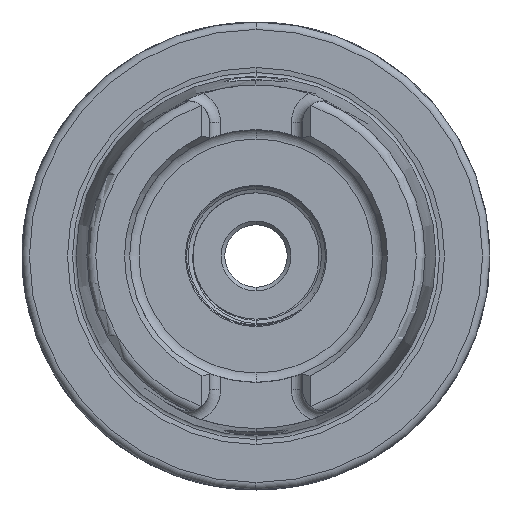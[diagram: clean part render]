
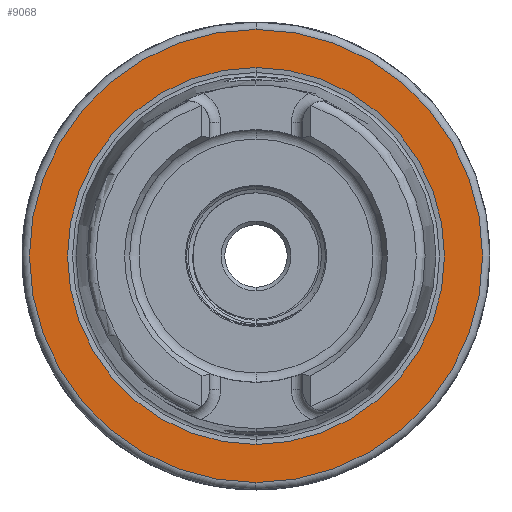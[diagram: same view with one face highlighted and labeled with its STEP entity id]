
A CAD part, left-side view. The second image highlights one B-rep face of the part: STEP entity #9068.
In plain terms, the highlighted planar face has unit normal (-1, 0, 0).
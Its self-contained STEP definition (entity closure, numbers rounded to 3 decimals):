
#774 = EDGE_LOOP ( 'NONE', ( #24775, #4118 ) ) ;
#803 = EDGE_LOOP ( 'NONE', ( #24798, #4117 ) ) ;
#2774 = AXIS2_PLACEMENT_3D ( 'NONE', #12743, #12746, #12747 ) ;
#3441 = AXIS2_PLACEMENT_3D ( 'NONE', #7319, #7351, #7278 ) ;
#3445 = AXIS2_PLACEMENT_3D ( 'NONE', #8222, #8195, #8223 ) ;
#3592 = AXIS2_PLACEMENT_3D ( 'NONE', #15885, #15939, #15940 ) ;
#3599 = AXIS2_PLACEMENT_3D ( 'NONE', #16824, #16818, #16776 ) ;
#3879 = CIRCLE ( 'NONE', #3599, 30.5 ) ;
#3883 = CIRCLE ( 'NONE', #3592, 25.369 ) ;
#4117 = ORIENTED_EDGE ( 'NONE', *, *, #22855, .T. ) ;
#4118 = ORIENTED_EDGE ( 'NONE', *, *, #22703, .T. ) ;
#7278 = DIRECTION ( 'NONE',  ( 0., 0., 1. ) ) ;
#7319 = CARTESIAN_POINT ( 'NONE',  ( 0., 0., 0. ) ) ;
#7351 = DIRECTION ( 'NONE',  ( -1., 0., 0. ) ) ;
#8195 = DIRECTION ( 'NONE',  ( 1., 0., 0. ) ) ;
#8222 = CARTESIAN_POINT ( 'NONE',  ( 0., 0., 0. ) ) ;
#8223 = DIRECTION ( 'NONE',  ( 0., 0., -1. ) ) ;
#9068 = ADVANCED_FACE ( 'NONE', ( #18444, #18389 ), #12715, .T. ) ;
#12715 = PLANE ( 'NONE',  #2774 ) ;
#12743 = CARTESIAN_POINT ( 'NONE',  ( 0., 25.369, 0. ) ) ;
#12746 = DIRECTION ( 'NONE',  ( -1., 0., 0. ) ) ;
#12747 = DIRECTION ( 'NONE',  ( 0., 0., 1. ) ) ;
#15885 = CARTESIAN_POINT ( 'NONE',  ( 0., 0., 0. ) ) ;
#15939 = DIRECTION ( 'NONE',  ( 1., 0., 0. ) ) ;
#15940 = DIRECTION ( 'NONE',  ( 0., 0., -1. ) ) ;
#16776 = DIRECTION ( 'NONE',  ( 0., 0., 1. ) ) ;
#16818 = DIRECTION ( 'NONE',  ( -1., 0., 0. ) ) ;
#16824 = CARTESIAN_POINT ( 'NONE',  ( 0., 0., 0. ) ) ;
#18389 = FACE_BOUND ( 'NONE', #803, .T. ) ;
#18444 = FACE_OUTER_BOUND ( 'NONE', #774, .T. ) ;
#19163 = CIRCLE ( 'NONE', #3441, 30.5 ) ;
#19353 = CIRCLE ( 'NONE', #3445, 25.369 ) ;
#22703 = EDGE_CURVE ( 'NONE', #34035, #33955, #19163, .T. ) ;
#22855 = EDGE_CURVE ( 'NONE', #34069, #34066, #19353, .T. ) ;
#24369 = EDGE_CURVE ( 'NONE', #33955, #34035, #3879, .T. ) ;
#24399 = EDGE_CURVE ( 'NONE', #34066, #34069, #3883, .T. ) ;
#24775 = ORIENTED_EDGE ( 'NONE', *, *, #24369, .T. ) ;
#24798 = ORIENTED_EDGE ( 'NONE', *, *, #24399, .T. ) ;
#28524 = CARTESIAN_POINT ( 'NONE',  ( 0., 0., 30.5 ) ) ;
#28698 = CARTESIAN_POINT ( 'NONE',  ( 0., 0., -30.5 ) ) ;
#28720 = CARTESIAN_POINT ( 'NONE',  ( 0., 0., 25.369 ) ) ;
#28746 = CARTESIAN_POINT ( 'NONE',  ( 0., 0., -25.369 ) ) ;
#33955 = VERTEX_POINT ( 'NONE', #28524 ) ;
#34035 = VERTEX_POINT ( 'NONE', #28698 ) ;
#34066 = VERTEX_POINT ( 'NONE', #28720 ) ;
#34069 = VERTEX_POINT ( 'NONE', #28746 ) ;
